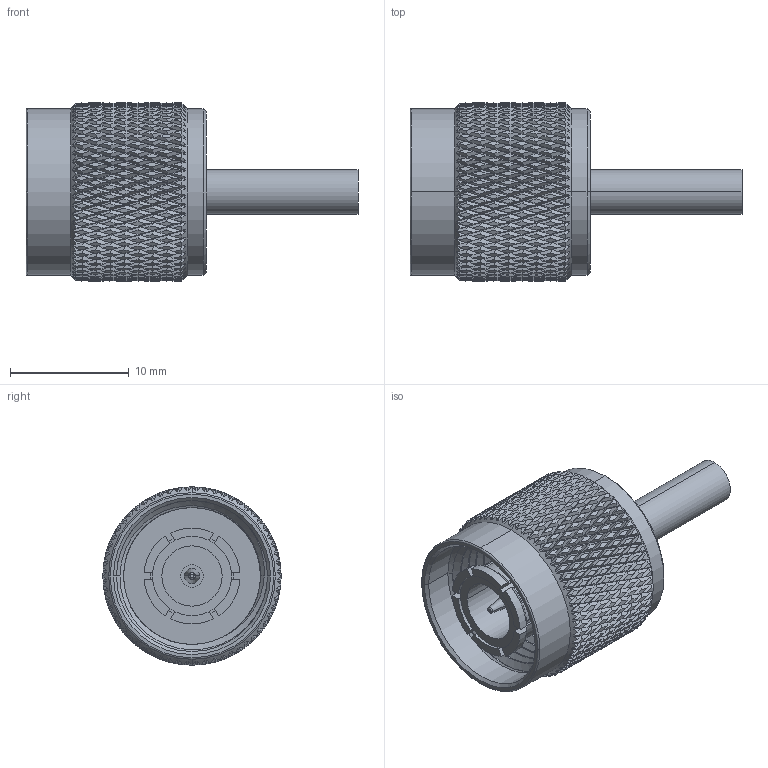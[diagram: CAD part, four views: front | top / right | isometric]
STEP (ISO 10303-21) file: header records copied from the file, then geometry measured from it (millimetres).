
FILE_DESCRIPTION (( 'STEP AP203' ), '1' );
FILE_NAME ('PE45687_3D.STEP', '2021-09-18T17:29:23', ( '' ), ( '' ), 'SwSTEP 2.0', 'SolidWorks 2021', '' );
FILE_SCHEMA (( 'CONFIG_CONTROL_DESIGN' ));
Products named in the file (1): PE45687_3D
Bounding box: 27.94 x 14.99 x 14.99 mm (x, y, z)
Volume: 1733.7 mm3; surface area: 2517.7 mm2
Topology: 1 solids, 1 shells, 2762 faces, 5813 edges, 3062 vertices
Faces by surface type: bspline 2163, cylinder 538, plane 36, cone 21, torus 4
Entity records: 109971 total; most frequent: CARTESIAN_POINT 74936, ORIENTED_EDGE 11626, EDGE_CURVE 5813, VERTEX_POINT 3062, EDGE_LOOP 2771, FACE_OUTER_BOUND 2762, ADVANCED_FACE 2762, B_SPLINE_CURVE_WITH_KNOTS 2423
